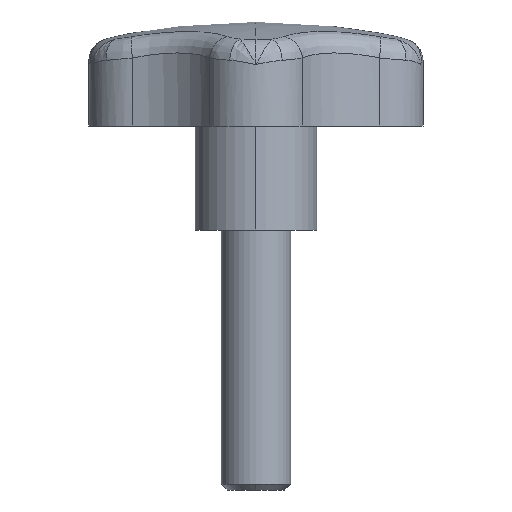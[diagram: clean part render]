
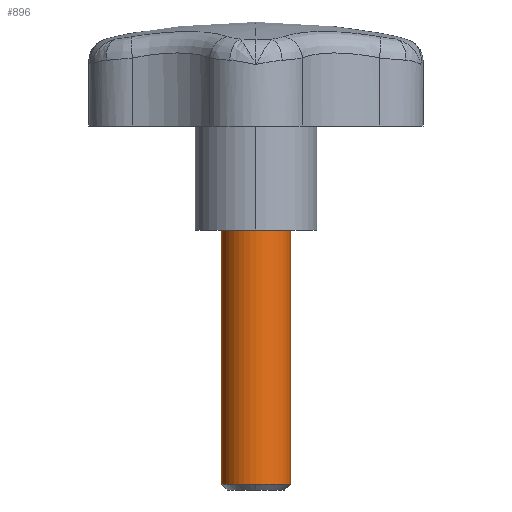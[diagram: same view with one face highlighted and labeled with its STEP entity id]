
A CAD part, front view. The second image highlights one B-rep face of the part: STEP entity #896.
In plain terms, the highlighted cylindrical face has radius 4 mm (diameter 8 mm), a partial arc.
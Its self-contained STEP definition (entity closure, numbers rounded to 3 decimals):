
#432=VERTEX_POINT('',#1061);
#452=EDGE_CURVE('',#490,#432,#1083,.T.);
#462=VERTEX_POINT('',#1094);
#490=VERTEX_POINT('',#1125);
#590=EDGE_CURVE('',#490,#462,#1236,.T.);
#652=VERTEX_POINT('',#1305);
#656=VERTEX_POINT('',#1309);
#712=EDGE_CURVE('',#656,#462,#1371,.T.);
#810=EDGE_CURVE('',#432,#652,#1478,.T.);
#812=EDGE_CURVE('',#652,#656,#1480,.T.);
#896=ADVANCED_FACE('',(#1576),#1577,.T.);
#1061=CARTESIAN_POINT('',(-4.0,0.,-29.323));
#1083=LINE('',#2164,#2165);
#1094=CARTESIAN_POINT('',(4.0,0.,0.0));
#1125=CARTESIAN_POINT('',(-4.0,0.,0.0));
#1236=CIRCLE('',#2726,4.0);
#1305=CARTESIAN_POINT('',(0.,-4.0,-29.323));
#1309=CARTESIAN_POINT('',(4.0,0.,-29.323));
#1371=LINE('',#3515,#3516);
#1478=CIRCLE('',#3789,4.0);
#1480=CIRCLE('',#3792,4.0);
#1576=FACE_OUTER_BOUND('',#4167,.T.);
#1577=CYLINDRICAL_SURFACE('',#4168,4.0);
#2164=CARTESIAN_POINT('',(-4.0,0.,-14.5));
#2165=VECTOR('',#4495,1.0);
#2726=AXIS2_PLACEMENT_3D('',#4665,#4666,#4667);
#3515=CARTESIAN_POINT('',(4.0,0.,-14.5));
#3516=VECTOR('',#4783,1.0);
#3789=AXIS2_PLACEMENT_3D('',#4887,#4888,#4889);
#3792=AXIS2_PLACEMENT_3D('',#4890,#4891,#4892);
#4167=EDGE_LOOP('',(#5013,#5014,#5015,#5016,#5017));
#4168=AXIS2_PLACEMENT_3D('',#5018,#5019,#5020);
#4495=DIRECTION('',(-0.0,-0.0,-1.0));
#4665=CARTESIAN_POINT('',(0.0,0.0,0.0));
#4666=DIRECTION('',(0.0,0.0,1.0));
#4667=DIRECTION('',(1.0,0.0,0.0));
#4783=DIRECTION('',(0.0,0.0,1.0));
#4887=CARTESIAN_POINT('',(0.0,0.0,-29.323));
#4888=DIRECTION('',(0.,0.0,1.0));
#4889=DIRECTION('',(1.0,0.0,0.));
#4890=CARTESIAN_POINT('',(0.0,0.0,-29.323));
#4891=DIRECTION('',(0.,0.0,1.0));
#4892=DIRECTION('',(1.0,0.0,0.));
#5013=ORIENTED_EDGE('',*,*,#712,.T.);
#5014=ORIENTED_EDGE('',*,*,#590,.F.);
#5015=ORIENTED_EDGE('',*,*,#452,.T.);
#5016=ORIENTED_EDGE('',*,*,#810,.T.);
#5017=ORIENTED_EDGE('',*,*,#812,.T.);
#5018=CARTESIAN_POINT('',(0.0,0.0,-14.5));
#5019=DIRECTION('',(-0.0,-0.0,-1.0));
#5020=DIRECTION('',(1.0,0.0,0.0));
